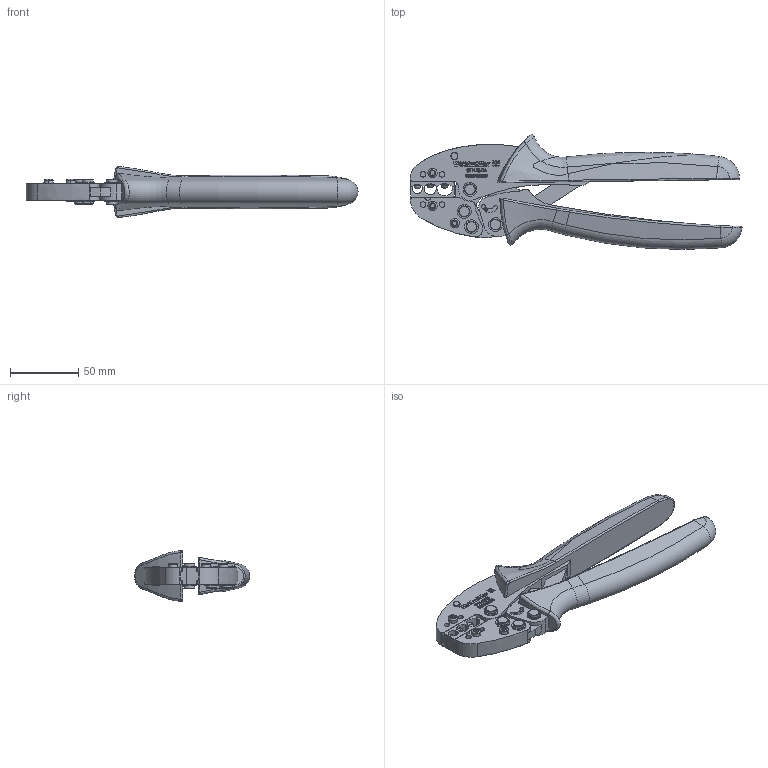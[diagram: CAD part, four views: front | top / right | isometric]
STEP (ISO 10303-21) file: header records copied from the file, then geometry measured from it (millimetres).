
FILE_DESCRIPTION(('CATIA V5 STEP Exchange','CAx-IF Rec.Pracs.--- Model Styling and Organization---1.5--- 2016-08-15','CAx-IF Rec.Pracs.---Supplemental Geometry---1.0---2011-11-01','CAx-IF Rec.Pracs.--- Composite Materials ---1.1---2010-07-15'),'2;1');
FILE_NAME ('033337-1_0', '2025-03-03T12:46:19+00:00', ('none'), ('Weidmueller'), 'CATIA Version 5-6 Release 2022 SP4 HF5', 'CATIA V5 STEP AP214 v3', 'none');
FILE_SCHEMA(('AUTOMOTIVE_DESIGN { 1 0 10303 214 1 1 1 1 }'));
Length unit declared in the file: millimetre
Products named in the file (1): 9006220000_CTN_25_D4_Simple3D
Bounding box: 243.64 x 84.46 x 37.36 mm (x, y, z)
Volume: 186937.2 mm3; surface area: 48196.9 mm2
Topology: 1 solids, 1 shells, 1259 faces, 3453 edges, 2289 vertices
Faces by surface type: plane 474, extrusion 427, cylinder 195, bspline 97, cone 34, torus 21, sphere 9, revolution 2
Entity records: 51343 total; most frequent: CARTESIAN_POINT 21822, ORIENTED_EDGE 6886, DIRECTION 3603, EDGE_CURVE 3443, VERTEX_POINT 2289, VECTOR 2142, LINE 1715, B_SPLINE_CURVE_WITH_KNOTS 1634
